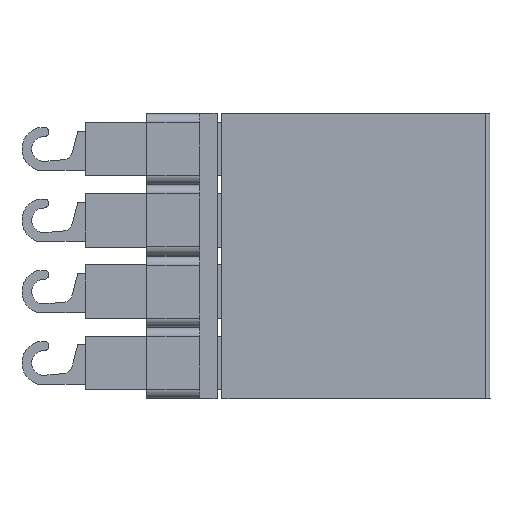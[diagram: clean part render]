
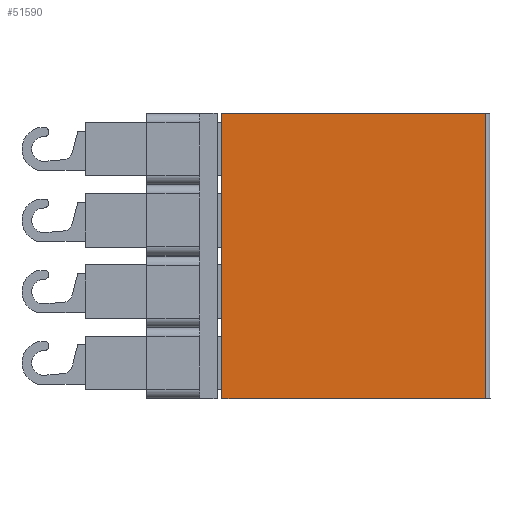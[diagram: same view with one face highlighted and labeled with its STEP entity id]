
A CAD part, front view. The second image highlights one B-rep face of the part: STEP entity #51590.
In plain terms, the highlighted planar face has unit normal (0, -1, 0).
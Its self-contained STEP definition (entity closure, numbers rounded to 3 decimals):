
#47810=CARTESIAN_POINT('',(-26.007,-9.452,
15.98));
#47820=VERTEX_POINT('',#47810);
#47850=CARTESIAN_POINT('',(-26.007,-9.452,
15.88));
#47860=DIRECTION('',(0.,0.,1.));
#47870=VECTOR('',#47860,1.);
#47880=LINE('',#47850,#47870);
#47890=CARTESIAN_POINT('',(-26.007,-9.452,
-16.42));
#47900=VERTEX_POINT('',#47890);
#47910=EDGE_CURVE('',#47900,#47820,#47880,.T.);
#50250=CARTESIAN_POINT('',(-12.035,-9.452,
15.98));
#50260=DIRECTION('',(-1.,0.,0.));
#50270=VECTOR('',#50260,1.);
#50280=LINE('',#50250,#50270);
#50290=CARTESIAN_POINT('',(2.893,-9.452,
15.98));
#50300=VERTEX_POINT('',#50290);
#50310=EDGE_CURVE('',#50300,#47820,#50280,.T.);
#50770=CARTESIAN_POINT('',(3.993,-9.452,
15.98));
#50780=VERTEX_POINT('',#50770);
#50810=CARTESIAN_POINT('',(-5.707,-9.452,
15.98));
#50820=DIRECTION('',(1.,0.,0.));
#50830=VECTOR('',#50820,1.);
#50840=LINE('',#50810,#50830);
#50850=EDGE_CURVE('',#50300,#50780,#50840,.T.);
#51350=CARTESIAN_POINT('',(-0.501,-9.452,
15.18));
#51360=DIRECTION('',(0.,-1.,0.));
#51370=DIRECTION('',(1.,0.,0.));
#51380=AXIS2_PLACEMENT_3D('',#51350,#51360,#51370);
#51390=PLANE('',#51380);
#51400=CARTESIAN_POINT('',(-5.707,-9.452,
-16.42));
#51410=DIRECTION('',(-1.,0.,0.));
#51420=VECTOR('',#51410,1.);
#51430=LINE('',#51400,#51420);
#51440=CARTESIAN_POINT('',(3.993,-9.452,
-16.42));
#51450=VERTEX_POINT('',#51440);
#51460=EDGE_CURVE('',#51450,#47900,#51430,.T.);
#51470=ORIENTED_EDGE('',*,*,#51460,.F.);
#51480=ORIENTED_EDGE('',*,*,#47910,.F.);
#51490=ORIENTED_EDGE('',*,*,#50310,.T.);
#51500=ORIENTED_EDGE('',*,*,#50850,.F.);
#51510=CARTESIAN_POINT('',(3.993,-9.452,
-6.798));
#51520=DIRECTION('',(0.,0.,-1.));
#51530=VECTOR('',#51520,1.);
#51540=LINE('',#51510,#51530);
#51550=EDGE_CURVE('',#50780,#51450,#51540,.T.);
#51560=ORIENTED_EDGE('',*,*,#51550,.F.);
#51570=EDGE_LOOP('',(#51560,#51500,#51490,#51480,#51470));
#51580=FACE_OUTER_BOUND('',#51570,.T.);
#51590=ADVANCED_FACE('',(#51580),#51390,.T.);
